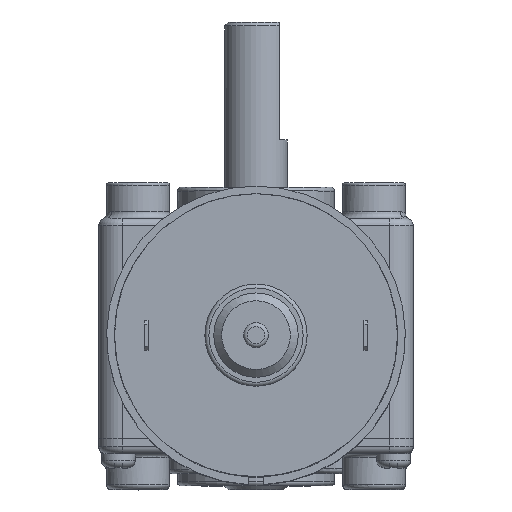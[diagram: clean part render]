
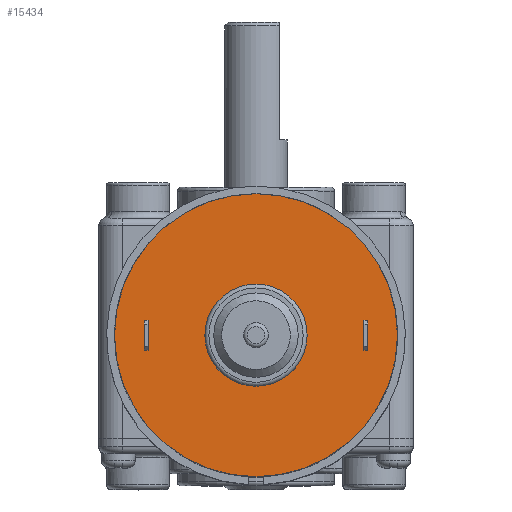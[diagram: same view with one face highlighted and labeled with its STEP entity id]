
A CAD part, top view. The second image highlights one B-rep face of the part: STEP entity #15434.
In plain terms, the highlighted planar face has unit normal (0, 0, 1).
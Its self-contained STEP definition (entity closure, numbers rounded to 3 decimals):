
#1208=CIRCLE('',#16474,6.5);
#1214=CIRCLE('',#16494,18.);
#2990=ORIENTED_EDGE('',*,*,#6817,.T.);
#2991=ORIENTED_EDGE('',*,*,#6742,.T.);
#2992=ORIENTED_EDGE('',*,*,#6799,.T.);
#2993=ORIENTED_EDGE('',*,*,#6760,.F.);
#2994=ORIENTED_EDGE('',*,*,#6818,.F.);
#2995=ORIENTED_EDGE('',*,*,#6789,.F.);
#2996=ORIENTED_EDGE('',*,*,#6803,.F.);
#2997=ORIENTED_EDGE('',*,*,#6786,.T.);
#2998=ORIENTED_EDGE('',*,*,#6795,.T.);
#2999=ORIENTED_EDGE('',*,*,#6819,.T.);
#6742=EDGE_CURVE('',#8782,#8780,#10021,.T.);
#6760=EDGE_CURVE('',#8797,#8798,#10035,.T.);
#6786=EDGE_CURVE('',#8820,#8819,#10050,.T.);
#6789=EDGE_CURVE('',#8821,#8822,#10053,.T.);
#6795=EDGE_CURVE('',#8827,#8827,#1208,.T.);
#6799=EDGE_CURVE('',#8780,#8798,#10057,.T.);
#6803=EDGE_CURVE('',#8820,#8821,#10061,.T.);
#6817=EDGE_CURVE('',#8797,#8782,#10068,.T.);
#6818=EDGE_CURVE('',#8822,#8819,#10069,.T.);
#6819=EDGE_CURVE('',#8836,#8836,#1214,.T.);
#8780=VERTEX_POINT('',#41906);
#8782=VERTEX_POINT('',#41909);
#8797=VERTEX_POINT('',#41944);
#8798=VERTEX_POINT('',#41946);
#8819=VERTEX_POINT('',#42025);
#8820=VERTEX_POINT('',#42027);
#8821=VERTEX_POINT('',#42031);
#8822=VERTEX_POINT('',#42033);
#8827=VERTEX_POINT('',#42047);
#8836=VERTEX_POINT('',#42109);
#10021=LINE('',#41908,#11142);
#10035=LINE('',#41945,#11156);
#10050=LINE('',#42026,#11171);
#10053=LINE('',#42032,#11174);
#10057=LINE('',#42054,#11178);
#10061=LINE('',#42061,#11182);
#10068=LINE('',#42106,#11189);
#10069=LINE('',#42107,#11190);
#11142=VECTOR('',#18327,1000.);
#11156=VECTOR('',#18355,1000.);
#11171=VECTOR('',#18404,1000.);
#11174=VECTOR('',#18409,1000.);
#11178=VECTOR('',#18433,1000.);
#11182=VECTOR('',#18441,1000.);
#11189=VECTOR('',#18478,1000.);
#11190=VECTOR('',#18479,1000.);
#12490=EDGE_LOOP('',(#2990,#2991,#2992,#2993));
#12491=EDGE_LOOP('',(#2994,#2995,#2996,#2997));
#12492=EDGE_LOOP('',(#2998));
#12493=EDGE_LOOP('',(#2999));
#13727=FACE_BOUND('',#12490,.T.);
#13728=FACE_BOUND('',#12491,.T.);
#13729=FACE_BOUND('',#12492,.T.);
#13730=FACE_BOUND('',#12493,.T.);
#14664=PLANE('',#16493);
#15434=ADVANCED_FACE('',(#13727,#13728,#13729,#13730),#14664,.T.);
#16474=AXIS2_PLACEMENT_3D('',#42046,#18425,#18426);
#16493=AXIS2_PLACEMENT_3D('',#42105,#18476,#18477);
#16494=AXIS2_PLACEMENT_3D('',#42108,#18480,#18481);
#18327=DIRECTION('',(-1.,0.,0.));
#18355=DIRECTION('',(-1.,0.,0.));
#18404=DIRECTION('',(1.,0.,0.));
#18409=DIRECTION('',(1.,0.,0.));
#18425=DIRECTION('',(0.,0.,-1.));
#18426=DIRECTION('',(-1.,0.,0.));
#18433=DIRECTION('',(0.,1.,0.));
#18441=DIRECTION('',(0.,-1.,0.));
#18476=DIRECTION('',(0.,0.,1.));
#18477=DIRECTION('',(1.,0.,0.));
#18478=DIRECTION('',(0.,-1.,0.));
#18479=DIRECTION('',(0.,1.,0.));
#18480=DIRECTION('',(0.,0.,1.));
#18481=DIRECTION('',(1.,0.,0.));
#41906=CARTESIAN_POINT('',(-0.119,-2.9,117.));
#41908=CARTESIAN_POINT('',(-13.819,-2.9,117.));
#41909=CARTESIAN_POINT('',(0.381,-2.9,117.));
#41944=CARTESIAN_POINT('',(0.381,0.9,117.));
#41945=CARTESIAN_POINT('',(-27.769,0.9,117.));
#41946=CARTESIAN_POINT('',(-0.119,0.9,117.));
#42025=CARTESIAN_POINT('',(-27.519,0.9,117.));
#42026=CARTESIAN_POINT('',(-28.019,0.9,117.));
#42027=CARTESIAN_POINT('',(-28.019,0.9,117.));
#42031=CARTESIAN_POINT('',(-28.019,-2.9,117.));
#42032=CARTESIAN_POINT('',(-28.019,-2.9,117.));
#42033=CARTESIAN_POINT('',(-27.519,-2.9,117.));
#42046=CARTESIAN_POINT('',(-13.819,-1.,117.));
#42047=CARTESIAN_POINT('',(-20.319,-1.,117.));
#42054=CARTESIAN_POINT('',(-0.119,-2.9,117.));
#42061=CARTESIAN_POINT('',(-28.019,0.9,117.));
#42105=CARTESIAN_POINT('',(-13.819,-1.,117.));
#42106=CARTESIAN_POINT('',(0.381,0.9,117.));
#42107=CARTESIAN_POINT('',(-27.519,-2.9,117.));
#42108=CARTESIAN_POINT('',(-13.819,-1.,117.));
#42109=CARTESIAN_POINT('',(4.181,-1.,117.));
